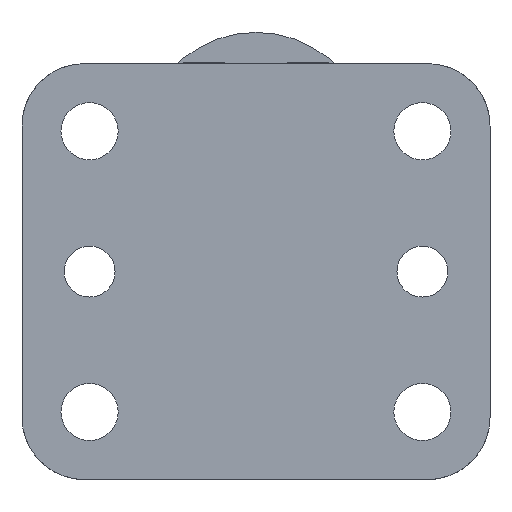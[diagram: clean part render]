
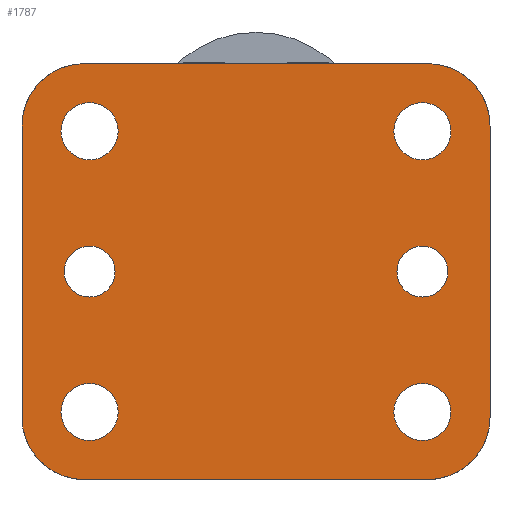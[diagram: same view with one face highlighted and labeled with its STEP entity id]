
A CAD part, front view. The second image highlights one B-rep face of the part: STEP entity #1787.
In plain terms, the highlighted planar face has unit normal (0, -1, 0).
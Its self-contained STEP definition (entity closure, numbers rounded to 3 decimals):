
#52=PLANE('',#1940);
#113=LINE('',#2759,#259);
#116=LINE('',#2779,#262);
#117=LINE('',#2783,#263);
#118=LINE('',#2787,#264);
#259=VECTOR('',#2186,1000.);
#262=VECTOR('',#2205,1000.);
#263=VECTOR('',#2208,1000.);
#264=VECTOR('',#2211,1000.);
#422=ORIENTED_EDGE('',*,*,#928,.F.);
#423=ORIENTED_EDGE('',*,*,#929,.F.);
#424=ORIENTED_EDGE('',*,*,#930,.T.);
#425=ORIENTED_EDGE('',*,*,#931,.T.);
#426=ORIENTED_EDGE('',*,*,#932,.T.);
#427=ORIENTED_EDGE('',*,*,#933,.T.);
#428=ORIENTED_EDGE('',*,*,#925,.T.);
#429=ORIENTED_EDGE('',*,*,#934,.F.);
#430=ORIENTED_EDGE('',*,*,#935,.T.);
#431=ORIENTED_EDGE('',*,*,#936,.F.);
#432=ORIENTED_EDGE('',*,*,#937,.F.);
#433=ORIENTED_EDGE('',*,*,#938,.F.);
#434=ORIENTED_EDGE('',*,*,#939,.F.);
#435=ORIENTED_EDGE('',*,*,#940,.F.);
#925=EDGE_CURVE('',#1177,#1176,#113,.T.);
#928=EDGE_CURVE('',#1179,#1179,#1346,.T.);
#929=EDGE_CURVE('',#1180,#1180,#1347,.T.);
#930=EDGE_CURVE('',#1181,#1181,#1348,.T.);
#931=EDGE_CURVE('',#1182,#1182,#1349,.T.);
#932=EDGE_CURVE('',#1183,#1183,#1350,.T.);
#933=EDGE_CURVE('',#1184,#1184,#1351,.T.);
#934=EDGE_CURVE('',#1185,#1176,#1352,.T.);
#935=EDGE_CURVE('',#1185,#1186,#116,.T.);
#936=EDGE_CURVE('',#1187,#1186,#1353,.T.);
#937=EDGE_CURVE('',#1188,#1187,#117,.T.);
#938=EDGE_CURVE('',#1189,#1188,#1354,.T.);
#939=EDGE_CURVE('',#1190,#1189,#118,.T.);
#940=EDGE_CURVE('',#1177,#1190,#1355,.T.);
#1176=VERTEX_POINT('',#2758);
#1177=VERTEX_POINT('',#2760);
#1179=VERTEX_POINT('',#2766);
#1180=VERTEX_POINT('',#2768);
#1181=VERTEX_POINT('',#2770);
#1182=VERTEX_POINT('',#2772);
#1183=VERTEX_POINT('',#2774);
#1184=VERTEX_POINT('',#2776);
#1185=VERTEX_POINT('',#2778);
#1186=VERTEX_POINT('',#2780);
#1187=VERTEX_POINT('',#2782);
#1188=VERTEX_POINT('',#2784);
#1189=VERTEX_POINT('',#2786);
#1190=VERTEX_POINT('',#2788);
#1346=CIRCLE('',#1941,4.9);
#1347=CIRCLE('',#1942,4.9);
#1348=CIRCLE('',#1943,5.5);
#1349=CIRCLE('',#1944,5.5);
#1350=CIRCLE('',#1945,5.5);
#1351=CIRCLE('',#1946,5.5);
#1352=CIRCLE('',#1947,12.);
#1353=CIRCLE('',#1948,12.);
#1354=CIRCLE('',#1949,12.);
#1355=CIRCLE('',#1950,12.);
#1442=EDGE_LOOP('',(#422));
#1443=EDGE_LOOP('',(#423));
#1444=EDGE_LOOP('',(#424));
#1445=EDGE_LOOP('',(#425));
#1446=EDGE_LOOP('',(#426));
#1447=EDGE_LOOP('',(#427));
#1448=EDGE_LOOP('',(#428,#429,#430,#431,#432,#433,#434,#435));
#1588=FACE_BOUND('',#1442,.T.);
#1589=FACE_BOUND('',#1443,.T.);
#1590=FACE_BOUND('',#1444,.T.);
#1591=FACE_BOUND('',#1445,.T.);
#1592=FACE_BOUND('',#1446,.T.);
#1593=FACE_BOUND('',#1447,.T.);
#1594=FACE_BOUND('',#1448,.T.);
#1787=ADVANCED_FACE('',(#1588,#1589,#1590,#1591,#1592,#1593,#1594),#52,
 .F.);
#1940=AXIS2_PLACEMENT_3D('',#2764,#2189,#2190);
#1941=AXIS2_PLACEMENT_3D('',#2765,#2191,#2192);
#1942=AXIS2_PLACEMENT_3D('',#2767,#2193,#2194);
#1943=AXIS2_PLACEMENT_3D('',#2769,#2195,#2196);
#1944=AXIS2_PLACEMENT_3D('',#2771,#2197,#2198);
#1945=AXIS2_PLACEMENT_3D('',#2773,#2199,#2200);
#1946=AXIS2_PLACEMENT_3D('',#2775,#2201,#2202);
#1947=AXIS2_PLACEMENT_3D('',#2777,#2203,#2204);
#1948=AXIS2_PLACEMENT_3D('',#2781,#2206,#2207);
#1949=AXIS2_PLACEMENT_3D('',#2785,#2209,#2210);
#1950=AXIS2_PLACEMENT_3D('',#2789,#2212,#2213);
#2186=DIRECTION('',(0.,0.,-1.));
#2189=DIRECTION('',(0.,1.,0.));
#2190=DIRECTION('',(0.,0.,1.));
#2191=DIRECTION('',(0.,-1.,0.));
#2192=DIRECTION('',(0.,0.,-1.));
#2193=DIRECTION('',(0.,-1.,0.));
#2194=DIRECTION('',(0.,0.,-1.));
#2195=DIRECTION('',(0.,1.,0.));
#2196=DIRECTION('',(0.,0.,1.));
#2197=DIRECTION('',(0.,1.,0.));
#2198=DIRECTION('',(0.,0.,1.));
#2199=DIRECTION('',(0.,1.,0.));
#2200=DIRECTION('',(0.,0.,1.));
#2201=DIRECTION('',(0.,1.,0.));
#2202=DIRECTION('',(0.,0.,1.));
#2203=DIRECTION('',(0.,1.,0.));
#2204=DIRECTION('',(1.,0.,0.));
#2205=DIRECTION('',(1.,0.,0.));
#2206=DIRECTION('',(0.,1.,0.));
#2207=DIRECTION('',(1.,0.,0.));
#2208=DIRECTION('',(0.,0.,-1.));
#2209=DIRECTION('',(0.,1.,0.));
#2210=DIRECTION('',(1.,0.,0.));
#2211=DIRECTION('',(1.,0.,0.));
#2212=DIRECTION('',(0.,1.,0.));
#2213=DIRECTION('',(1.,0.,0.));
#2758=CARTESIAN_POINT('',(-45.,0.,-1.));
#2759=CARTESIAN_POINT('',(-45.,0.,67.));
#2760=CARTESIAN_POINT('',(-45.,0.,55.));
#2764=CARTESIAN_POINT('',(-45.,0.,67.));
#2765=CARTESIAN_POINT('',(-32.,0.,27.));
#2766=CARTESIAN_POINT('',(-32.,0.,22.1));
#2767=CARTESIAN_POINT('',(32.,0.,27.));
#2768=CARTESIAN_POINT('',(32.,0.,22.1));
#2769=CARTESIAN_POINT('',(-32.,0.,0.));
#2770=CARTESIAN_POINT('',(-32.,0.,5.5));
#2771=CARTESIAN_POINT('',(-32.,0.,54.));
#2772=CARTESIAN_POINT('',(-32.,0.,59.5));
#2773=CARTESIAN_POINT('',(32.,0.,0.));
#2774=CARTESIAN_POINT('',(32.,0.,5.5));
#2775=CARTESIAN_POINT('',(32.,0.,54.));
#2776=CARTESIAN_POINT('',(32.,0.,59.5));
#2777=CARTESIAN_POINT('',(-33.,0.,-1.));
#2778=CARTESIAN_POINT('',(-33.,0.,-13.));
#2779=CARTESIAN_POINT('',(-45.,0.,-13.));
#2780=CARTESIAN_POINT('',(33.,0.,-13.));
#2781=CARTESIAN_POINT('',(33.,0.,-1.));
#2782=CARTESIAN_POINT('',(45.,0.,-1.));
#2783=CARTESIAN_POINT('',(45.,0.,67.));
#2784=CARTESIAN_POINT('',(45.,0.,55.));
#2785=CARTESIAN_POINT('',(33.,0.,55.));
#2786=CARTESIAN_POINT('',(33.,0.,67.));
#2787=CARTESIAN_POINT('',(-45.,0.,67.));
#2788=CARTESIAN_POINT('',(-33.,0.,67.));
#2789=CARTESIAN_POINT('',(-33.,0.,55.));
